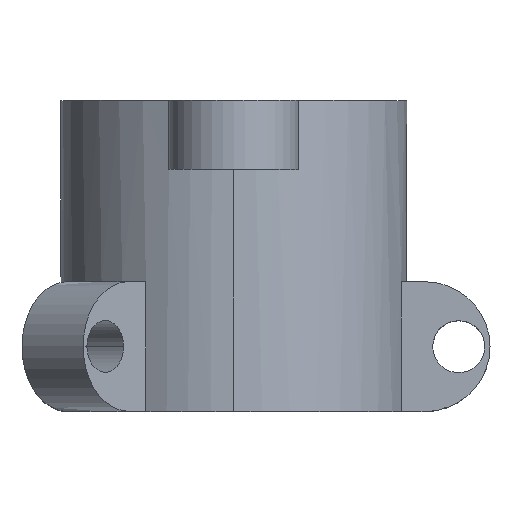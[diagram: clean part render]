
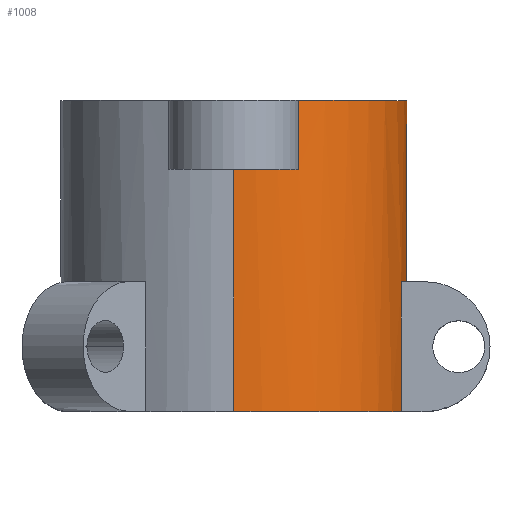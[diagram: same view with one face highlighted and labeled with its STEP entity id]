
A CAD part, top view. The second image highlights one B-rep face of the part: STEP entity #1008.
In plain terms, the highlighted cylindrical face has radius 20 mm (diameter 40 mm), a partial arc.
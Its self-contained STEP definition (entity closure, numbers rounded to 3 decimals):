
#13 = DIRECTION ( 'NONE',  ( 0., 1., 0. ) ) ;
#29 = VERTEX_POINT ( 'NONE', #1367 ) ;
#41 = EDGE_CURVE ( 'NONE', #1246, #845, #825, .T. ) ;
#55 = AXIS2_PLACEMENT_3D ( 'NONE', #316, #739, #96 ) ;
#69 = DIRECTION ( 'NONE',  ( 0., -1., 0. ) ) ;
#94 = CIRCLE ( 'NONE', #55, 20. ) ;
#96 = DIRECTION ( 'NONE',  ( 0., 0., 1. ) ) ;
#98 = CARTESIAN_POINT ( 'NONE',  ( 7.5, 31.938, 18.54 ) ) ;
#100 = CARTESIAN_POINT ( 'NONE',  ( 19.947, 11., 1.685 ) ) ;
#115 = VECTOR ( 'NONE', #788, 1000. ) ;
#120 = CARTESIAN_POINT ( 'NONE',  ( 0., 23.938, -20. ) ) ;
#127 = VERTEX_POINT ( 'NONE', #1014 ) ;
#129 = CARTESIAN_POINT ( 'NONE',  ( 0., 31.938, 20. ) ) ;
#134 = DIRECTION ( 'NONE',  ( 0., 1., 0. ) ) ;
#136 = AXIS2_PLACEMENT_3D ( 'NONE', #389, #69, #1366 ) ;
#144 = DIRECTION ( 'NONE',  ( 0., 1., 0. ) ) ;
#162 = CIRCLE ( 'NONE', #317, 20. ) ;
#164 = CARTESIAN_POINT ( 'NONE',  ( 0., 31.938, 0. ) ) ;
#175 = DIRECTION ( 'NONE',  ( 0., 0., -1. ) ) ;
#223 = CARTESIAN_POINT ( 'NONE',  ( 7.5, 23.938, -18.54 ) ) ;
#236 = EDGE_CURVE ( 'NONE', #887, #946, #910, .T. ) ;
#244 = LINE ( 'NONE', #677, #115 ) ;
#249 = LINE ( 'NONE', #469, #703 ) ;
#267 = CIRCLE ( 'NONE', #568, 20. ) ;
#308 = EDGE_LOOP ( 'NONE', ( #410, #752, #456, #480, #995, #462, #563, #907, #395, #949, #1160, #963 ) ) ;
#316 = CARTESIAN_POINT ( 'NONE',  ( 0., 31.938, 0. ) ) ;
#317 = AXIS2_PLACEMENT_3D ( 'NONE', #1338, #1151, #507 ) ;
#322 = EDGE_CURVE ( 'NONE', #887, #29, #162, .T. ) ;
#323 = EDGE_CURVE ( 'NONE', #946, #351, #642, .T. ) ;
#329 = CARTESIAN_POINT ( 'NONE',  ( 19.576, 11., 4.183 ) ) ;
#343 = EDGE_CURVE ( 'NONE', #127, #914, #267, .T. ) ;
#351 = VERTEX_POINT ( 'NONE', #1278 ) ;
#389 = CARTESIAN_POINT ( 'NONE',  ( 0., 23.938, 0. ) ) ;
#390 = CARTESIAN_POINT ( 'NONE',  ( 0., 23.938, 20. ) ) ;
#395 = ORIENTED_EDGE ( 'NONE', *, *, #442, .F. ) ;
#410 = ORIENTED_EDGE ( 'NONE', *, *, #41, .T. ) ;
#433 = CARTESIAN_POINT ( 'NONE',  ( 19.365, 11., -5. ) ) ;
#435 = VECTOR ( 'NONE', #13, 1000. ) ;
#440 = VERTEX_POINT ( 'NONE', #1233 ) ;
#442 = EDGE_CURVE ( 'NONE', #700, #1174, #898, .T. ) ;
#456 = ORIENTED_EDGE ( 'NONE', *, *, #322, .F. ) ;
#462 = ORIENTED_EDGE ( 'NONE', *, *, #1213, .F. ) ;
#469 = CARTESIAN_POINT ( 'NONE',  ( 7.5, 31.938, -18.54 ) ) ;
#480 = ORIENTED_EDGE ( 'NONE', *, *, #236, .T. ) ;
#507 = DIRECTION ( 'NONE',  ( 0., 0., -1. ) ) ;
#523 = CARTESIAN_POINT ( 'NONE',  ( 19.365, 11., 5. ) ) ;
#549 = LINE ( 'NONE', #1386, #741 ) ;
#563 = ORIENTED_EDGE ( 'NONE', *, *, #343, .F. ) ;
#568 = AXIS2_PLACEMENT_3D ( 'NONE', #831, #847, #624 ) ;
#592 = DIRECTION ( 'NONE',  ( 0., 0., -1. ) ) ;
#595 = AXIS2_PLACEMENT_3D ( 'NONE', #1358, #1144, #592 ) ;
#602 = VECTOR ( 'NONE', #134, 1000. ) ;
#620 = LINE ( 'NONE', #98, #435 ) ;
#624 = DIRECTION ( 'NONE',  ( 0., 0., -1. ) ) ;
#633 = CARTESIAN_POINT ( 'NONE',  ( 19.734, 11., -3.356 ) ) ;
#637 = DIRECTION ( 'NONE',  ( 0., 1., 0. ) ) ;
#640 = CARTESIAN_POINT ( 'NONE',  ( 20., 11., 0.841 ) ) ;
#642 = B_SPLINE_CURVE_WITH_KNOTS ( 'NONE', 3,
 ( #523, #329, #950, #100, #640, #1379, #745, #633, #957, #433 ),
 .UNSPECIFIED., .F., .F.,
 ( 4, 2, 2, 2, 4 ),
 ( 0., 0.003, 0.005, 0.008, 0.01 ),
 .UNSPECIFIED. ) ;
#655 = EDGE_CURVE ( 'NONE', #1294, #440, #94, .T. ) ;
#677 = CARTESIAN_POINT ( 'NONE',  ( 0., 31.938, -20. ) ) ;
#692 = AXIS2_PLACEMENT_3D ( 'NONE', #164, #706, #175 ) ;
#700 = VERTEX_POINT ( 'NONE', #223 ) ;
#703 = VECTOR ( 'NONE', #144, 1000. ) ;
#706 = DIRECTION ( 'NONE',  ( 0., -1., 0. ) ) ;
#725 = EDGE_CURVE ( 'NONE', #845, #29, #1328, .T. ) ;
#739 = DIRECTION ( 'NONE',  ( 0., 1., 0. ) ) ;
#741 = VECTOR ( 'NONE', #637, 1000. ) ;
#745 = CARTESIAN_POINT ( 'NONE',  ( 19.947, 11., -1.686 ) ) ;
#752 = ORIENTED_EDGE ( 'NONE', *, *, #725, .T. ) ;
#788 = DIRECTION ( 'NONE',  ( 0., -1., 0. ) ) ;
#825 = CIRCLE ( 'NONE', #136, 20. ) ;
#831 = CARTESIAN_POINT ( 'NONE',  ( 0., -4., 0. ) ) ;
#845 = VERTEX_POINT ( 'NONE', #390 ) ;
#847 = DIRECTION ( 'NONE',  ( 0., -1., 0. ) ) ;
#883 = EDGE_CURVE ( 'NONE', #700, #440, #249, .T. ) ;
#887 = VERTEX_POINT ( 'NONE', #1336 ) ;
#898 = CIRCLE ( 'NONE', #595, 20. ) ;
#904 = VECTOR ( 'NONE', #999, 1000. ) ;
#907 = ORIENTED_EDGE ( 'NONE', *, *, #911, .F. ) ;
#910 = LINE ( 'NONE', #1334, #602 ) ;
#911 = EDGE_CURVE ( 'NONE', #1174, #127, #244, .T. ) ;
#914 = VERTEX_POINT ( 'NONE', #915 ) ;
#915 = CARTESIAN_POINT ( 'NONE',  ( 19.365, -4., -5. ) ) ;
#946 = VERTEX_POINT ( 'NONE', #1010 ) ;
#947 = CYLINDRICAL_SURFACE ( 'NONE', #692, 20. ) ;
#949 = ORIENTED_EDGE ( 'NONE', *, *, #883, .T. ) ;
#950 = CARTESIAN_POINT ( 'NONE',  ( 19.734, 11., 3.356 ) ) ;
#957 = CARTESIAN_POINT ( 'NONE',  ( 19.576, 11., -4.183 ) ) ;
#963 = ORIENTED_EDGE ( 'NONE', *, *, #1251, .F. ) ;
#969 = CARTESIAN_POINT ( 'NONE',  ( 7.5, 23.938, 18.54 ) ) ;
#995 = ORIENTED_EDGE ( 'NONE', *, *, #323, .T. ) ;
#999 = DIRECTION ( 'NONE',  ( 0., -1., 0. ) ) ;
#1008 = ADVANCED_FACE ( 'NONE', ( #1143 ), #947, .T. ) ;
#1010 = CARTESIAN_POINT ( 'NONE',  ( 19.365, 11., 5. ) ) ;
#1014 = CARTESIAN_POINT ( 'NONE',  ( 0., -4., -20. ) ) ;
#1066 = CARTESIAN_POINT ( 'NONE',  ( 7.5, 31.938, 18.54 ) ) ;
#1143 = FACE_OUTER_BOUND ( 'NONE', #308, .T. ) ;
#1144 = DIRECTION ( 'NONE',  ( 0., 1., 0. ) ) ;
#1151 = DIRECTION ( 'NONE',  ( 0., -1., 0. ) ) ;
#1160 = ORIENTED_EDGE ( 'NONE', *, *, #655, .F. ) ;
#1174 = VERTEX_POINT ( 'NONE', #120 ) ;
#1213 = EDGE_CURVE ( 'NONE', #914, #351, #549, .T. ) ;
#1233 = CARTESIAN_POINT ( 'NONE',  ( 7.5, 31.938, -18.54 ) ) ;
#1246 = VERTEX_POINT ( 'NONE', #969 ) ;
#1251 = EDGE_CURVE ( 'NONE', #1246, #1294, #620, .T. ) ;
#1278 = CARTESIAN_POINT ( 'NONE',  ( 19.365, 11., -5. ) ) ;
#1294 = VERTEX_POINT ( 'NONE', #1066 ) ;
#1328 = LINE ( 'NONE', #129, #904 ) ;
#1334 = CARTESIAN_POINT ( 'NONE',  ( 19.365, 31.938, 5. ) ) ;
#1336 = CARTESIAN_POINT ( 'NONE',  ( 19.365, -4., 5. ) ) ;
#1338 = CARTESIAN_POINT ( 'NONE',  ( 0., -4., 0. ) ) ;
#1358 = CARTESIAN_POINT ( 'NONE',  ( 0., 23.938, 0. ) ) ;
#1366 = DIRECTION ( 'NONE',  ( 0., 0., 1. ) ) ;
#1367 = CARTESIAN_POINT ( 'NONE',  ( 0., -4., 20. ) ) ;
#1379 = CARTESIAN_POINT ( 'NONE',  ( 20., 11., -0.842 ) ) ;
#1386 = CARTESIAN_POINT ( 'NONE',  ( 19.365, 31.938, -5. ) ) ;
